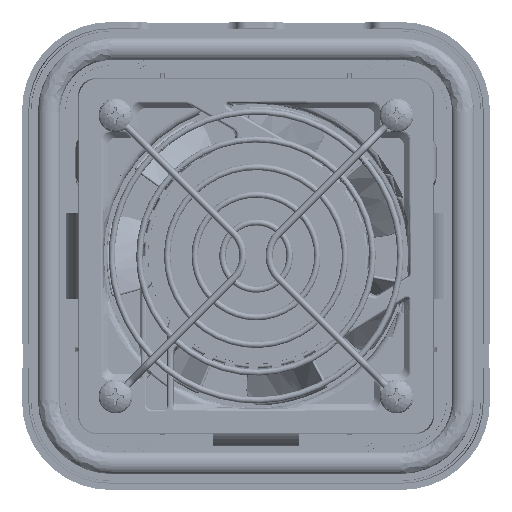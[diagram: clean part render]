
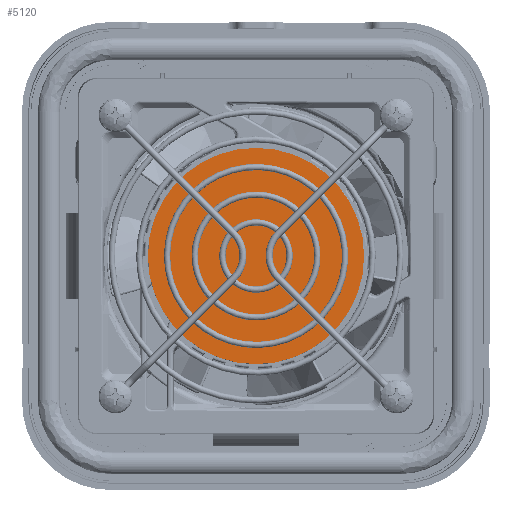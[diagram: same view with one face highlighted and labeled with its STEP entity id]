
A CAD part, front view. The second image highlights one B-rep face of the part: STEP entity #5120.
In plain terms, the highlighted face is planar.
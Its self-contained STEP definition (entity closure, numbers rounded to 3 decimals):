
#5120=ADVANCED_FACE('',(#20708),#20710,.T.);
#20708=FACE_BOUND('',#20709,.T.);
#20709=EDGE_LOOP('',(#43984));
#20710=PLANE('',#20711);
#20711=AXIS2_PLACEMENT_3D('',#20712,#20713,#20714);
#20712=CARTESIAN_POINT('',(0.,0.,26.1));
#20713=DIRECTION('',(0.,0.,1.));
#20714=DIRECTION('',(-1.,0.,0.));
#43984=ORIENTED_EDGE('',*,*,#52540,.T.);
#52540=EDGE_CURVE('',#58419,#58419,#58420,.T.);
#58419=VERTEX_POINT('',#71896);
#58420=CIRCLE('',#71897,27.5);
#71896=CARTESIAN_POINT('',(27.5,0.,26.1));
#71897=AXIS2_PLACEMENT_3D('',#71898,#71899,#71900);
#71898=CARTESIAN_POINT('',(0.,0.,26.1));
#71899=DIRECTION('',(0.,0.,1.));
#71900=DIRECTION('',(1.,0.,0.));
